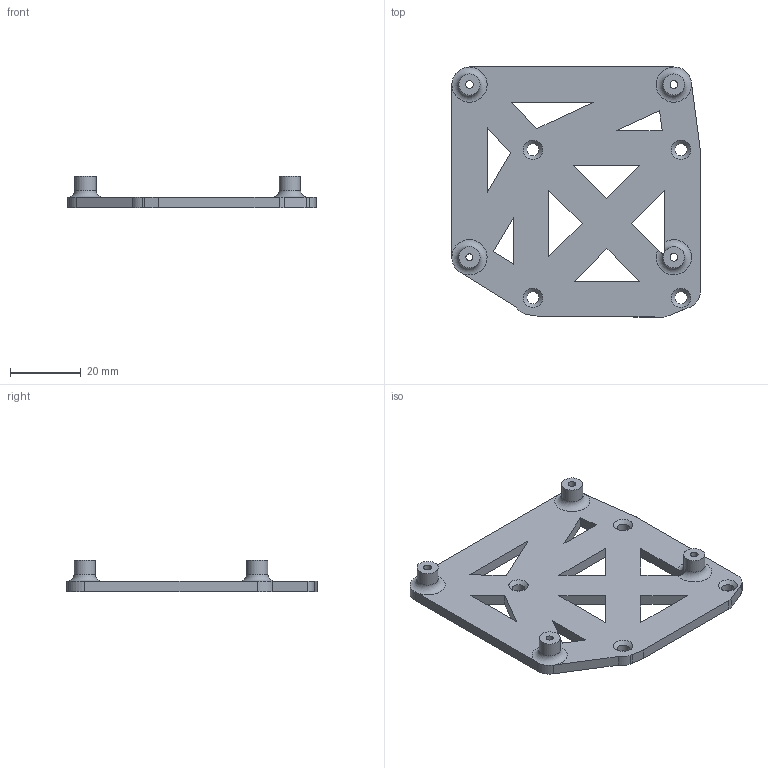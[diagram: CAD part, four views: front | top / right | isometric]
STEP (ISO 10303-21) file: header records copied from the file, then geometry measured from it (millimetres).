
FILE_DESCRIPTION(/* description */ (''),/* implementation_level */ '2;1');
FILE_NAME(/* name */ 'pi bracket.stp',/* time_stamp */ '2025-08-14T16:04:15+10:00',/* author */ ('Jcw Drafting Lab 1'),/* organization */ (''),/* preprocessor_version */ 'ST-DEVELOPER v20',/* originating_system */ 'Autodesk Inventor 2025',/* authorisation */ '');
FILE_SCHEMA (('AUTOMOTIVE_DESIGN { 1 0 10303 214 3 1 1 }'));
Length unit declared in the file: millimetre
Products named in the file (1): Pi board bracket
Bounding box: 70.45 x 70.94 x 9 mm (x, y, z)
Volume: 13057.4 mm3; surface area: 10830.7 mm2
Topology: 1 solids, 1 shells, 68 faces, 192 edges, 126 vertices
Faces by surface type: plane 39, cylinder 21, torus 4, cone 4
Full cylindrical faces by diameter (mm): 2 x1, 2.2 x3, 3.5 x4, 6 x4
Entity records: 2336 total; most frequent: CARTESIAN_POINT 407, DIRECTION 393, ORIENTED_EDGE 384, EDGE_CURVE 192, AXIS2_PLACEMENT_3D 134, VERTEX_POINT 126, LINE 125, VECTOR 125
